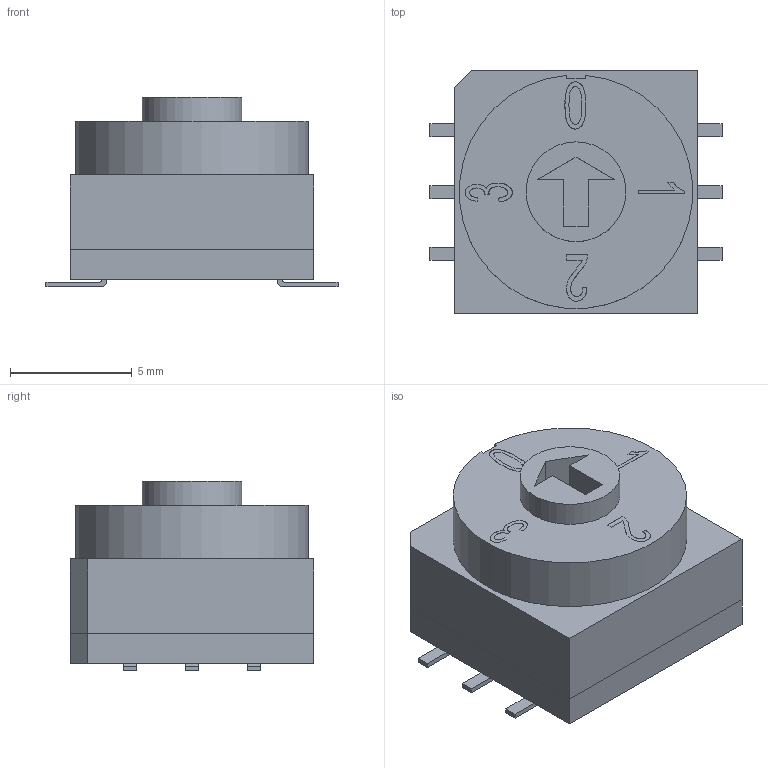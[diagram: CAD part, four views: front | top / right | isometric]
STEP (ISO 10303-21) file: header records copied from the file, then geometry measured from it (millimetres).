
FILE_DESCRIPTION(/* description */ (''),/* implementation_level */ '2;1');
FILE_NAME(/* name */ 'RDTDx04S1x.stp',/* time_stamp */ '2025-06-03T11:52:45-05:00',/* author */ ('mroman'),/* organization */ (''),/* preprocessor_version */ 'ST-DEVELOPER v18.1',/* originating_system */ 'Autodesk Inventor 2022',/* authorisation */ '');
FILE_SCHEMA (('AUTOMOTIVE_DESIGN { 1 0 10303 214 3 1 1 }'));
Length unit declared in the file: centimetre
Products named in the file (1): RDTDx04S1x
Bounding box: 12 x 10 x 7.8 mm (x, y, z)
Volume: 578.3 mm3; surface area: 547 mm2
Topology: 1 solids, 2 shells, 128 faces, 325 edges, 215 vertices
Faces by surface type: plane 81, bspline 32, cylinder 15
Full cylindrical faces by diameter (mm): 4.1 x2
Entity records: 4012 total; most frequent: CARTESIAN_POINT 1073, ORIENTED_EDGE 650, DIRECTION 485, EDGE_CURVE 325, LINE 231, VECTOR 231, VERTEX_POINT 215, EDGE_LOOP 142
